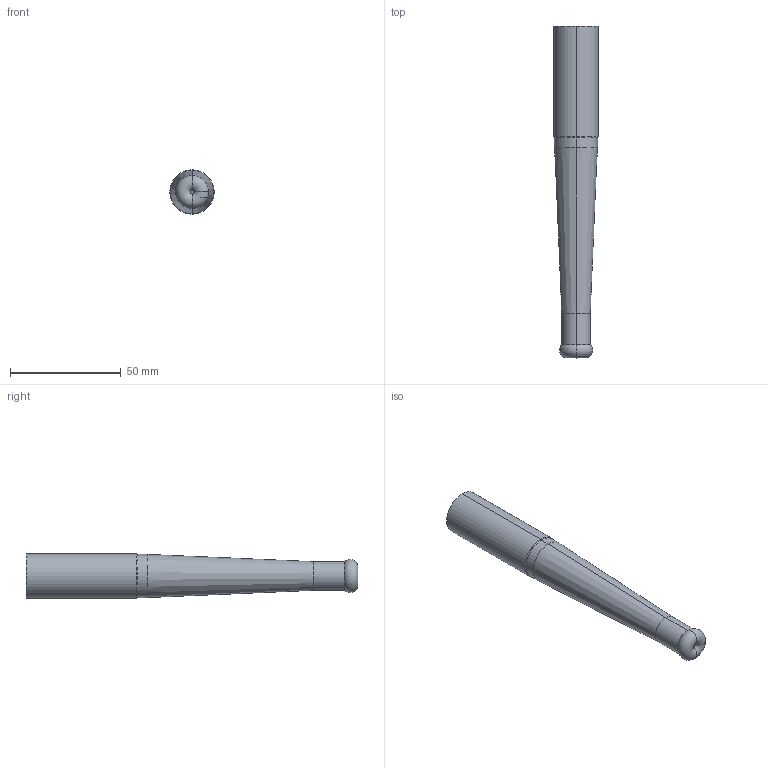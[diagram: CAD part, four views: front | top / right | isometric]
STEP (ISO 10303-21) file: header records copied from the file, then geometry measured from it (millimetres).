
FILE_DESCRIPTION (( 'STEP AP203' ), '1' );
FILE_NAME ('S806-15-100-02-72-.STEP', '2019-04-01T11:11:35', ( '' ), ( '' ), 'SwSTEP 2.0', 'SolidWorks 2018', '' );
FILE_SCHEMA (( 'CONFIG_CONTROL_DESIGN' ));
Length unit declared in the file: millimetre
Products named in the file (1): S806-15-100-02-72-
Bounding box: 20 x 150 x 20 mm (x, y, z)
Volume: 35758.4 mm3; surface area: 8716.5 mm2
Topology: 2 solids, 2 shells, 30 faces, 60 edges, 33 vertices
Faces by surface type: cylinder 12, bspline 6, cone 6, plane 4, torus 2
Entity records: 911 total; most frequent: CARTESIAN_POINT 212, DIRECTION 148, ORIENTED_EDGE 116, AXIS2_PLACEMENT_3D 65, EDGE_CURVE 58, CIRCLE 40, EDGE_LOOP 33, VERTEX_POINT 33
